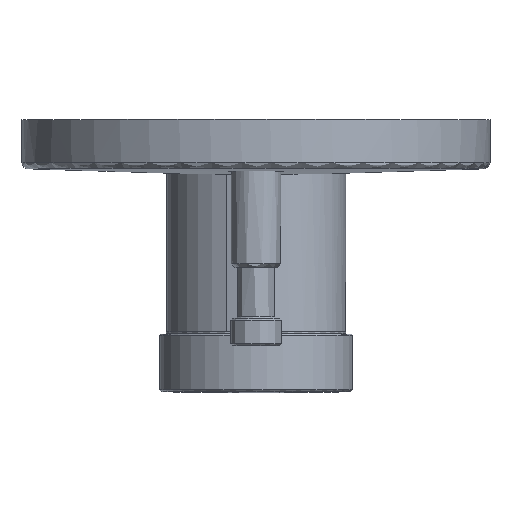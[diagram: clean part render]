
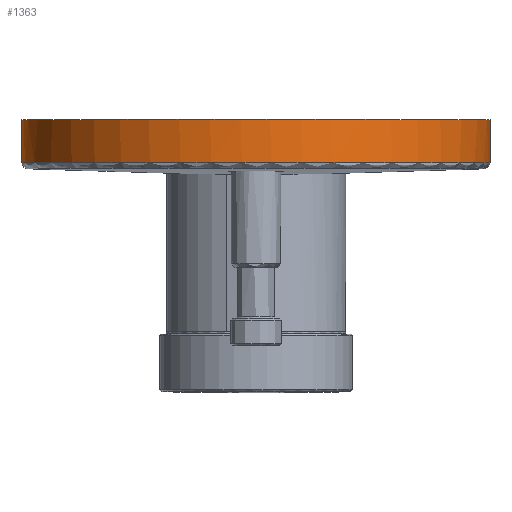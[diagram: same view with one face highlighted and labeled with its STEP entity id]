
A CAD part, top view. The second image highlights one B-rep face of the part: STEP entity #1363.
In plain terms, the highlighted cylindrical face has radius 60 mm (diameter 120 mm), a partial arc.
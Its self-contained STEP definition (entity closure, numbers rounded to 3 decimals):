
#1363=ADVANCED_FACE('',(#4989),#54795,.T.);
#4989=FACE_OUTER_BOUND('',#8622,.T.);
#8622=EDGE_LOOP('',(#12584,#12585,#12586,#12587));
#12584=ORIENTED_EDGE('',*,*,#30361,.T.);
#12585=ORIENTED_EDGE('',*,*,#30374,.T.);
#12586=ORIENTED_EDGE('',*,*,#30375,.T.);
#12587=ORIENTED_EDGE('',*,*,#30376,.T.);
#30361=EDGE_CURVE('',#48352,#48355,#44205,.T.);
#30374=EDGE_CURVE('',#48355,#48365,#39307,.T.);
#30375=EDGE_CURVE('',#48365,#48366,#44210,.T.);
#30376=EDGE_CURVE('',#48366,#48352,#39308,.T.);
#39307=B_SPLINE_CURVE_WITH_KNOTS('',1,(#62913,#62914),.UNSPECIFIED.,.F.,
 .F.,(2,2),(0.,11.064),.UNSPECIFIED.);
#39308=B_SPLINE_CURVE_WITH_KNOTS('',1,(#62920,#62921),.UNSPECIFIED.,.F.,
 .F.,(2,2),(0.,11.064),.UNSPECIFIED.);
#44205=(
BOUNDED_CURVE()
B_SPLINE_CURVE(2,(#62733,#62734,#62735,#62736,#62737),.UNSPECIFIED.,.F.,
 .F.)
B_SPLINE_CURVE_WITH_KNOTS((3,2,3),(0.,91.892,183.783),
 .UNSPECIFIED.)
CURVE()
GEOMETRIC_REPRESENTATION_ITEM()
RATIONAL_B_SPLINE_CURVE((1.,0.707,1.,0.707,1.))
REPRESENTATION_ITEM('')
);
#44210=(
BOUNDED_CURVE()
B_SPLINE_CURVE(2,(#62915,#62916,#62917,#62918,#62919),.UNSPECIFIED.,.F.,
 .F.)
B_SPLINE_CURVE_WITH_KNOTS((3,2,3),(0.,94.248,188.496),
 .UNSPECIFIED.)
CURVE()
GEOMETRIC_REPRESENTATION_ITEM()
RATIONAL_B_SPLINE_CURVE((1.,0.707,1.,0.707,1.))
REPRESENTATION_ITEM('')
);
#48352=VERTEX_POINT('',#62717);
#48355=VERTEX_POINT('',#62720);
#48365=VERTEX_POINT('',#62730);
#48366=VERTEX_POINT('',#62731);
#54795=CYLINDRICAL_SURFACE('',#57406,60.);
#57406=AXIS2_PLACEMENT_3D('',#62586,#59497,$);
#59497=DIRECTION('',(0.,1.,0.));
#62586=CARTESIAN_POINT('',(0.,-5.532,0.));
#62717=CARTESIAN_POINT('',(-60.,-11.064,0.));
#62720=CARTESIAN_POINT('',(60.,-11.064,0.));
#62730=CARTESIAN_POINT('',(60.,0.,0.));
#62731=CARTESIAN_POINT('',(-60.,0.,0.));
#62733=CARTESIAN_POINT('',(-60.,-11.064,0.));
#62734=CARTESIAN_POINT('',(-60.,-11.064,60.));
#62735=CARTESIAN_POINT('',(0.,-11.064,60.));
#62736=CARTESIAN_POINT('',(60.,-11.064,60.));
#62737=CARTESIAN_POINT('',(60.,-11.064,0.));
#62913=CARTESIAN_POINT('',(60.,-11.064,0.));
#62914=CARTESIAN_POINT('',(60.,0.,0.));
#62915=CARTESIAN_POINT('',(60.,0.,0.));
#62916=CARTESIAN_POINT('',(60.,0.,60.));
#62917=CARTESIAN_POINT('',(0.,0.,60.));
#62918=CARTESIAN_POINT('',(-60.,0.,60.));
#62919=CARTESIAN_POINT('',(-60.,0.,0.));
#62920=CARTESIAN_POINT('',(-60.,0.,0.));
#62921=CARTESIAN_POINT('',(-60.,-11.064,0.));
